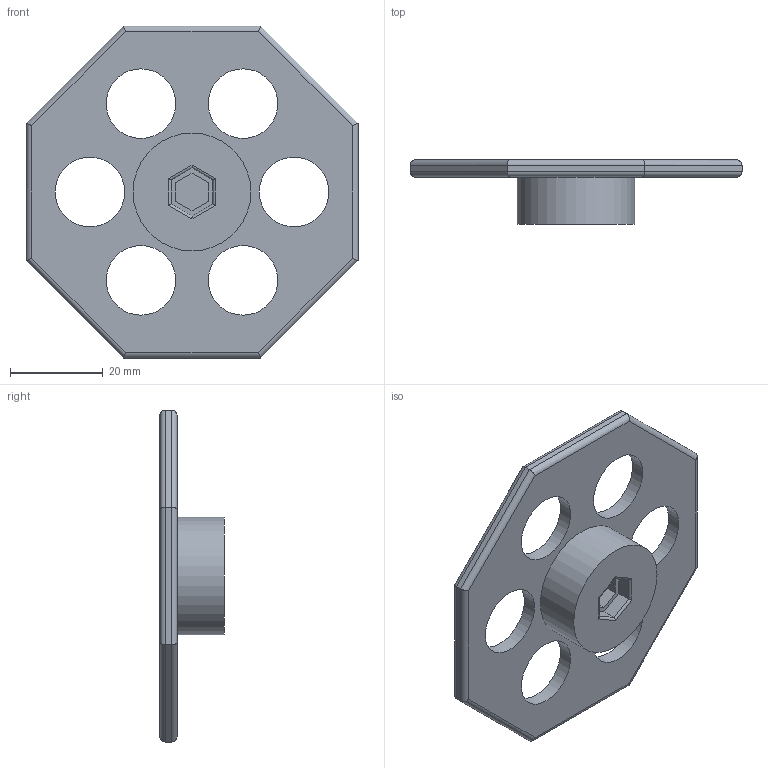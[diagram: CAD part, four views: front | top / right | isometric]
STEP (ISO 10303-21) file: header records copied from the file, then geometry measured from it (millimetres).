
FILE_DESCRIPTION(/* description */ (''),/* implementation_level */ '2;1');
FILE_NAME(/* name */ 'Tensile_test_OV-PAM_standard_top.stp',/* time_stamp */ '2023-10-19T11:07:47+09:00',/* author */ ('jsw'),/* organization */ (''),/* preprocessor_version */ 'ST-DEVELOPER v19.2',/* originating_system */ 'Autodesk Inventor 2024',/* authorisation */ '');
FILE_SCHEMA (('AUTOMOTIVE_DESIGN { 1 0 10303 214 3 1 1 }'));
Length unit declared in the file: millimetre
Products named in the file (1): OV-PAM_top_2
Bounding box: 71.58 x 13.86 x 71.58 mm (x, y, z)
Volume: 14226.1 mm3; surface area: 9397.3 mm2
Topology: 1 solids, 1 shells, 72 faces, 173 edges, 108 vertices
Faces by surface type: plane 43, cylinder 29
Full cylindrical faces by diameter (mm): 15 x6, 25.4 x1
Entity records: 2124 total; most frequent: DIRECTION 355, CARTESIAN_POINT 354, ORIENTED_EDGE 346, EDGE_CURVE 173, LINE 137, VECTOR 137, AXIS2_PLACEMENT_3D 109, VERTEX_POINT 108
